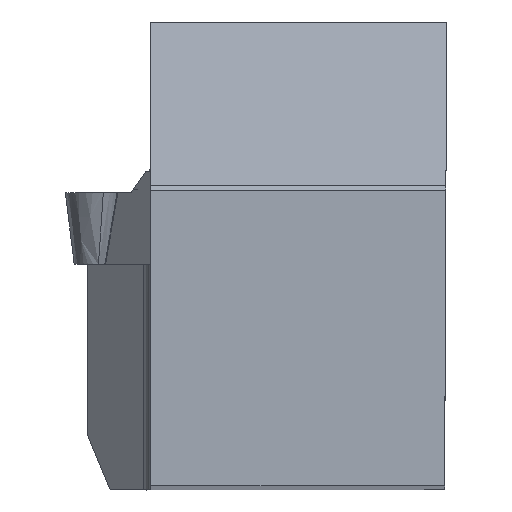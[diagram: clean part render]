
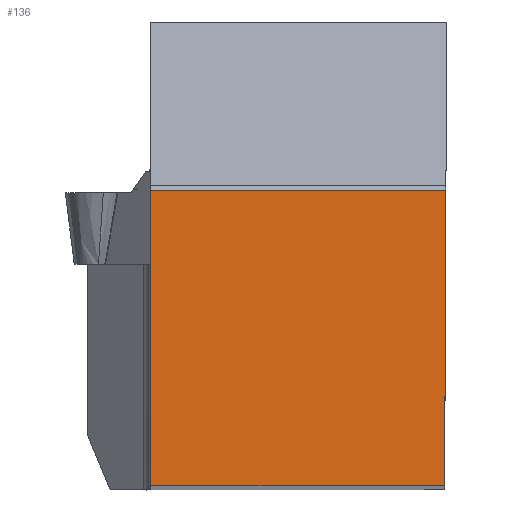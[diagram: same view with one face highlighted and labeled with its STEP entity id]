
A CAD part, top view. The second image highlights one B-rep face of the part: STEP entity #136.
In plain terms, the highlighted planar face has unit normal (0, 0, 1).
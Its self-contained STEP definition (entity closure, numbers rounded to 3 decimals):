
#136=ADVANCED_FACE('',(#221),#189,.T.);
#189=PLANE('',#1250);
#221=FACE_OUTER_BOUND('',#275,.T.);
#275=EDGE_LOOP('',(#451,#452,#453,#454));
#451=ORIENTED_EDGE('',*,*,#868,.F.);
#452=ORIENTED_EDGE('',*,*,#891,.F.);
#453=ORIENTED_EDGE('',*,*,#871,.T.);
#454=ORIENTED_EDGE('',*,*,#892,.T.);
#747=VERTEX_POINT('',#1578);
#751=VERTEX_POINT('',#1586);
#754=VERTEX_POINT('',#1593);
#755=VERTEX_POINT('',#1595);
#868=EDGE_CURVE('',#751,#747,#1032,.T.);
#871=EDGE_CURVE('',#755,#754,#1035,.T.);
#891=EDGE_CURVE('',#755,#751,#1050,.T.);
#892=EDGE_CURVE('',#754,#747,#1051,.T.);
#1032=LINE('',#1587,#1114);
#1035=LINE('',#1594,#1117);
#1050=LINE('',#1637,#1132);
#1051=LINE('',#1638,#1133);
#1114=VECTOR('',#1339,1.);
#1117=VECTOR('',#1344,1.);
#1132=VECTOR('',#1377,1.);
#1133=VECTOR('',#1378,1.);
#1250=AXIS2_PLACEMENT_3D('',#1639,#1379,#1380);
#1339=DIRECTION('',(-0.004,-1.,0.));
#1344=DIRECTION('',(0.,-1.,0.));
#1377=DIRECTION('',(1.,0.,0.));
#1378=DIRECTION('',(1.,0.,0.));
#1379=DIRECTION('',(0.,0.,1.));
#1380=DIRECTION('',(-1.,0.,0.));
#1578=CARTESIAN_POINT('',(-0.083,0.,0.));
#1586=CARTESIAN_POINT('',(0.,18.925,0.));
#1587=CARTESIAN_POINT('',(-0.122,-9.123,0.));
#1593=CARTESIAN_POINT('',(-18.925,0.,0.));
#1594=CARTESIAN_POINT('',(-18.925,-9.,0.));
#1595=CARTESIAN_POINT('',(-18.925,18.925,0.));
#1637=CARTESIAN_POINT('',(-28.222,18.925,0.));
#1638=CARTESIAN_POINT('',(-28.222,0.,0.));
#1639=CARTESIAN_POINT('',(-28.222,-9.,0.));
